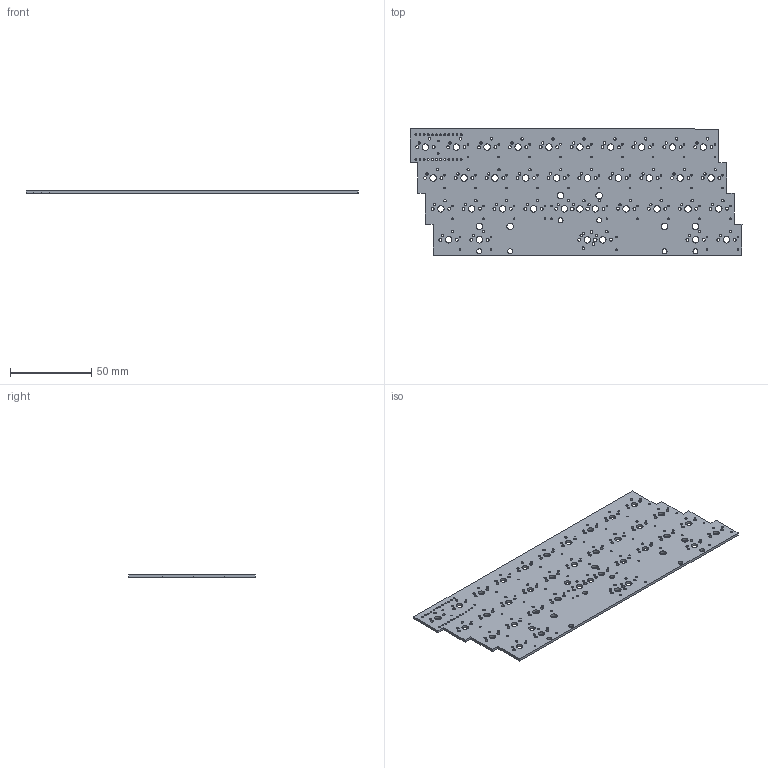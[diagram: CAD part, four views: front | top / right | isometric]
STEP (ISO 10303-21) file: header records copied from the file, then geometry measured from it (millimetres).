
FILE_DESCRIPTION(('KiCad electronic assembly'),'2;1');
FILE_NAME('omega_4_solder.step','2022-03-11T02:19:06',('Pcbnew'),( 'Kicad'),'Open CASCADE STEP processor 7.6','KiCad to STEP converter' ,'Unknown');
FILE_SCHEMA(('AUTOMOTIVE_DESIGN { 1 0 10303 214 1 1 1 1 }'));
Length unit declared in the file: millimetre
Products named in the file (2): omega_4_solder 1; omega_4_solder PCB
Assembly tree (1 placements, depth 2):
  omega_4_solder 1
    omega_4_solder PCB
Bounding box: 204.8 x 78 x 1.6 mm (x, y, z)
Volume: 22206.1 mm3; surface area: 31302.4 mm2
Topology: 1 solids, 1 shells, 318 faces, 948 edges, 632 vertices
Faces by surface type: cylinder 300, plane 18
Full cylindrical faces by diameter (mm): 1 x70, 1.1 x24, 1.47 x76, 1.75 x68, 3.048 x6, 3.988 x43
Entity records: 26373 total; most frequent: CARTESIAN_POINT 7410, DIRECTION 3470, ORIENTED_EDGE 1896, PCURVE 1896, DEFINITIONAL_REPRESENTATION 1896, LINE 1630, VECTOR 1630, EDGE_CURVE 948
